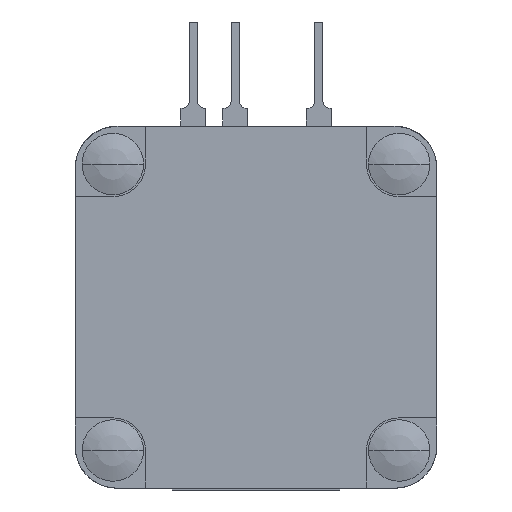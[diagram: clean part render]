
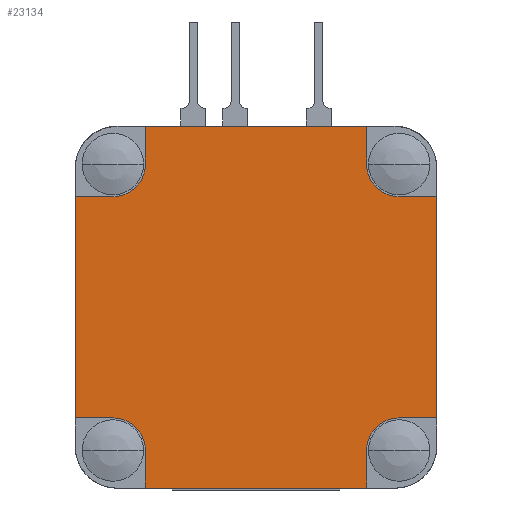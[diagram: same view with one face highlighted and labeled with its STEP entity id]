
A CAD part, front view. The second image highlights one B-rep face of the part: STEP entity #23134.
In plain terms, the highlighted planar face has unit normal (0, -1, 0).
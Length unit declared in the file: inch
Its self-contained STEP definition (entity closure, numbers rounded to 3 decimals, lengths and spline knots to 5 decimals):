
#1057=CARTESIAN_POINT('',(-0.3425,-1.008,-0.343));
#1058=DIRECTION('',(0.,1.,0.));
#1059=DIRECTION('',(0.,0.,1.));
#1060=AXIS2_PLACEMENT_3D('',#1057,#1058,#1059);
#1071=DIRECTION('',(0.,0.,-1.));
#1072=VECTOR('',#1071,0.09);
#1073=CARTESIAN_POINT('',(0.2645,-1.008,0.432));
#1074=LINE('',#1073,#1072);
#1075=DIRECTION('',(-1.,0.,0.));
#1076=VECTOR('',#1075,0.09);
#1077=CARTESIAN_POINT('',(0.4325,-1.008,0.264));
#1078=LINE('',#1077,#1076);
#1079=DIRECTION('',(0.,0.,-1.));
#1080=VECTOR('',#1079,0.529);
#1081=CARTESIAN_POINT('',(0.4325,-1.008,0.264));
#1082=LINE('',#1081,#1080);
#1083=DIRECTION('',(-1.,0.,0.));
#1084=VECTOR('',#1083,0.09);
#1085=CARTESIAN_POINT('',(0.4325,-1.008,-0.265));
#1086=LINE('',#1085,#1084);
#1087=DIRECTION('',(0.,0.,1.));
#1088=VECTOR('',#1087,0.09);
#1089=CARTESIAN_POINT('',(0.2645,-1.008,-0.433));
#1090=LINE('',#1089,#1088);
#1091=DIRECTION('',(-1.,0.,0.));
#1092=VECTOR('',#1091,0.529);
#1093=CARTESIAN_POINT('',(0.2645,-1.008,-0.433));
#1094=LINE('',#1093,#1092);
#1095=DIRECTION('',(0.,0.,1.));
#1096=VECTOR('',#1095,0.09);
#1097=CARTESIAN_POINT('',(-0.2645,-1.008,-0.433));
#1098=LINE('',#1097,#1096);
#1099=DIRECTION('',(1.,0.,0.));
#1100=VECTOR('',#1099,0.09);
#1101=CARTESIAN_POINT('',(-0.4325,-1.008,-0.265));
#1102=LINE('',#1101,#1100);
#1103=DIRECTION('',(0.,0.,1.));
#1104=VECTOR('',#1103,0.529);
#1105=CARTESIAN_POINT('',(-0.4325,-1.008,-0.265));
#1106=LINE('',#1105,#1104);
#1107=DIRECTION('',(1.,0.,0.));
#1108=VECTOR('',#1107,0.09);
#1109=CARTESIAN_POINT('',(-0.4325,-1.008,0.264));
#1110=LINE('',#1109,#1108);
#1111=DIRECTION('',(0.,0.,-1.));
#1112=VECTOR('',#1111,0.09);
#1113=CARTESIAN_POINT('',(-0.2645,-1.008,0.432));
#1114=LINE('',#1113,#1112);
#1115=DIRECTION('',(1.,0.,0.));
#1116=VECTOR('',#1115,0.529);
#1117=CARTESIAN_POINT('',(-0.2645,-1.008,0.432));
#1118=LINE('',#1117,#1116);
#1123=CARTESIAN_POINT('',(0.3425,-1.008,0.342));
#1124=DIRECTION('',(0.,1.,0.));
#1125=DIRECTION('',(0.,0.,-1.));
#1126=AXIS2_PLACEMENT_3D('',#1123,#1124,#1125);
#1192=CARTESIAN_POINT('',(0.3425,-1.008,-0.343));
#1193=DIRECTION('',(0.,1.,0.));
#1194=DIRECTION('',(-1.,0.,0.));
#1195=AXIS2_PLACEMENT_3D('',#1192,#1193,#1194);
#1261=CARTESIAN_POINT('',(-0.3425,-1.008,0.342));
#1262=DIRECTION('',(0.,1.,0.));
#1263=DIRECTION('',(1.,0.,0.));
#1264=AXIS2_PLACEMENT_3D('',#1261,#1262,#1263);
#21398=CARTESIAN_POINT('',(-0.2645,-1.008,0.432));
#21399=VERTEX_POINT('',#21398);
#21400=CARTESIAN_POINT('',(0.2645,-1.008,0.432));
#21401=VERTEX_POINT('',#21400);
#21406=CARTESIAN_POINT('',(0.4325,-1.008,-0.265));
#21407=VERTEX_POINT('',#21406);
#21408=CARTESIAN_POINT('',(0.4325,-1.008,0.264));
#21409=VERTEX_POINT('',#21408);
#21414=CARTESIAN_POINT('',(0.2645,-1.008,-0.433));
#21415=VERTEX_POINT('',#21414);
#21416=CARTESIAN_POINT('',(-0.2645,-1.008,-0.433));
#21417=VERTEX_POINT('',#21416);
#21422=CARTESIAN_POINT('',(-0.4325,-1.008,-0.265));
#21423=VERTEX_POINT('',#21422);
#21424=CARTESIAN_POINT('',(-0.4325,-1.008,0.264));
#21425=VERTEX_POINT('',#21424);
#21426=CARTESIAN_POINT('',(0.2645,-1.008,-0.343));
#21428=VERTEX_POINT('',#21426);
#21430=CARTESIAN_POINT('',(0.3425,-1.008,-0.265));
#21432=VERTEX_POINT('',#21430);
#21434=CARTESIAN_POINT('',(0.3425,-1.008,0.264));
#21436=VERTEX_POINT('',#21434);
#21438=CARTESIAN_POINT('',(0.2645,-1.008,0.342));
#21440=VERTEX_POINT('',#21438);
#21442=CARTESIAN_POINT('',(-0.2645,-1.008,0.342));
#21444=VERTEX_POINT('',#21442);
#21446=CARTESIAN_POINT('',(-0.3425,-1.008,0.264));
#21448=VERTEX_POINT('',#21446);
#21450=CARTESIAN_POINT('',(-0.3425,-1.008,-0.265));
#21452=VERTEX_POINT('',#21450);
#21454=CARTESIAN_POINT('',(-0.2645,-1.008,-0.343));
#21456=VERTEX_POINT('',#21454);
#23101=CARTESIAN_POINT('',(0.,-1.008,-0.0005));
#23102=DIRECTION('',(0.,1.,0.));
#23103=DIRECTION('',(0.,0.,-1.));
#23104=AXIS2_PLACEMENT_3D('',#23101,#23102,#23103);
#23105=PLANE('',#23104);
#23107=ORIENTED_EDGE('',*,*,#23106,.T.);
#23109=ORIENTED_EDGE('',*,*,#23108,.F.);
#23111=ORIENTED_EDGE('',*,*,#23110,.F.);
#23112=ORIENTED_EDGE('',*,*,#22711,.T.);
#23114=ORIENTED_EDGE('',*,*,#23113,.T.);
#23116=ORIENTED_EDGE('',*,*,#23115,.F.);
#23118=ORIENTED_EDGE('',*,*,#23117,.F.);
#23119=ORIENTED_EDGE('',*,*,#22881,.T.);
#23121=ORIENTED_EDGE('',*,*,#23120,.T.);
#23122=ORIENTED_EDGE('',*,*,#23066,.F.);
#23123=ORIENTED_EDGE('',*,*,#23089,.F.);
#23124=ORIENTED_EDGE('',*,*,#22129,.T.);
#23126=ORIENTED_EDGE('',*,*,#23125,.T.);
#23128=ORIENTED_EDGE('',*,*,#23127,.F.);
#23130=ORIENTED_EDGE('',*,*,#23129,.F.);
#23131=ORIENTED_EDGE('',*,*,#22307,.T.);
#23132=EDGE_LOOP('',(#23107,#23109,#23111,#23112,#23114,#23116,#23118,#23119,
#23121,#23122,#23123,#23124,#23126,#23128,#23130,#23131));
#23133=FACE_OUTER_BOUND('',#23132,.F.);
#23134=ADVANCED_FACE('',(#23133),#23105,.F.);
#1061=CIRCLE('',#1060,0.078);
#1127=CIRCLE('',#1126,0.078);
#1196=CIRCLE('',#1195,0.078);
#1265=CIRCLE('',#1264,0.078);
#22129=EDGE_CURVE('',#21423,#21425,#1106,.T.);
#22307=EDGE_CURVE('',#21399,#21401,#1118,.T.);
#22711=EDGE_CURVE('',#21409,#21407,#1082,.T.);
#22881=EDGE_CURVE('',#21415,#21417,#1094,.T.);
#23066=EDGE_CURVE('',#21452,#21456,#1061,.T.);
#23089=EDGE_CURVE('',#21423,#21452,#1102,.T.);
#23106=EDGE_CURVE('',#21401,#21440,#1074,.T.);
#23108=EDGE_CURVE('',#21436,#21440,#1127,.T.);
#23110=EDGE_CURVE('',#21409,#21436,#1078,.T.);
#23113=EDGE_CURVE('',#21407,#21432,#1086,.T.);
#23115=EDGE_CURVE('',#21428,#21432,#1196,.T.);
#23117=EDGE_CURVE('',#21415,#21428,#1090,.T.);
#23120=EDGE_CURVE('',#21417,#21456,#1098,.T.);
#23125=EDGE_CURVE('',#21425,#21448,#1110,.T.);
#23127=EDGE_CURVE('',#21444,#21448,#1265,.T.);
#23129=EDGE_CURVE('',#21399,#21444,#1114,.T.);
